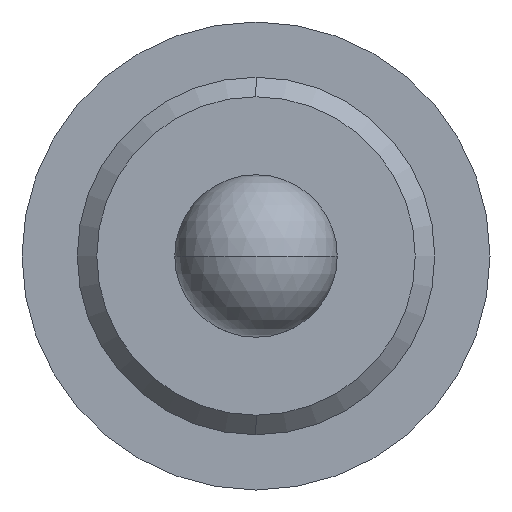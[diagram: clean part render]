
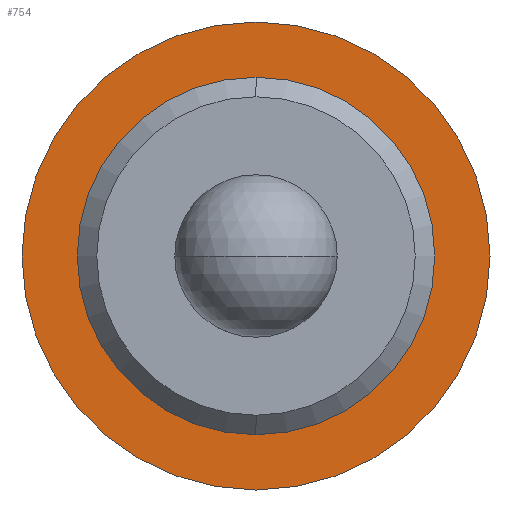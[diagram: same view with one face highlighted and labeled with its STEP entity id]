
A CAD part, left-side view. The second image highlights one B-rep face of the part: STEP entity #754.
In plain terms, the highlighted planar face has unit normal (-1, 0, 0).
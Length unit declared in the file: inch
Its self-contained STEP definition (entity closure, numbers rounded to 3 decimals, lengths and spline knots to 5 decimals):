
#7 = DIRECTION ( 'NONE',  ( -1., 0., 0. ) ) ;
#49 = AXIS2_PLACEMENT_3D ( 'NONE', #385, #318, #199 ) ;
#57 = CARTESIAN_POINT ( 'NONE',  ( 0.143, 0.0275, 0. ) ) ;
#109 = CARTESIAN_POINT ( 'NONE',  ( 0.143, 0., -0.0275 ) ) ;
#111 = PLANE ( 'NONE',  #176 ) ;
#117 = DIRECTION ( 'NONE',  ( 0., 0., -1. ) ) ;
#122 = DIRECTION ( 'NONE',  ( 0., 0., 1. ) ) ;
#143 = VERTEX_POINT ( 'NONE', #109 ) ;
#176 = AXIS2_PLACEMENT_3D ( 'NONE', #57, #473, #117 ) ;
#199 = DIRECTION ( 'NONE',  ( 0., 0., 1. ) ) ;
#235 = ORIENTED_EDGE ( 'NONE', *, *, #337, .T. ) ;
#239 = CARTESIAN_POINT ( 'NONE',  ( 0.143, 0., -0.036 ) ) ;
#250 = EDGE_CURVE ( 'NONE', #260, #776, #711, .T. ) ;
#260 = VERTEX_POINT ( 'NONE', #308 ) ;
#266 = FACE_OUTER_BOUND ( 'NONE', #615, .T. ) ;
#287 = AXIS2_PLACEMENT_3D ( 'NONE', #366, #299, #122 ) ;
#294 = ORIENTED_EDGE ( 'NONE', *, *, #780, .F. ) ;
#299 = DIRECTION ( 'NONE',  ( -1., 0., 0. ) ) ;
#308 = CARTESIAN_POINT ( 'NONE',  ( 0.143, 0., 0.036 ) ) ;
#318 = DIRECTION ( 'NONE',  ( -1., 0., 0. ) ) ;
#337 = EDGE_CURVE ( 'NONE', #776, #260, #660, .T. ) ;
#354 = DIRECTION ( 'NONE',  ( 0., 0., 1. ) ) ;
#366 = CARTESIAN_POINT ( 'NONE',  ( 0.143, 0., 0. ) ) ;
#385 = CARTESIAN_POINT ( 'NONE',  ( 0.143, 0., 0. ) ) ;
#414 = FACE_BOUND ( 'NONE', #480, .T. ) ;
#468 = VERTEX_POINT ( 'NONE', #565 ) ;
#473 = DIRECTION ( 'NONE',  ( 1., 0., 0. ) ) ;
#480 = EDGE_LOOP ( 'NONE', ( #763, #294 ) ) ;
#565 = CARTESIAN_POINT ( 'NONE',  ( 0.143, 0., 0.0275 ) ) ;
#567 = CIRCLE ( 'NONE', #287, 0.0275 ) ;
#615 = EDGE_LOOP ( 'NONE', ( #634, #235 ) ) ;
#634 = ORIENTED_EDGE ( 'NONE', *, *, #250, .T. ) ;
#657 = DIRECTION ( 'NONE',  ( -1., 0., 0. ) ) ;
#660 = CIRCLE ( 'NONE', #49, 0.036 ) ;
#669 = CARTESIAN_POINT ( 'NONE',  ( 0.143, 0., 0. ) ) ;
#690 = AXIS2_PLACEMENT_3D ( 'NONE', #720, #657, #354 ) ;
#711 = CIRCLE ( 'NONE', #756, 0.036 ) ;
#720 = CARTESIAN_POINT ( 'NONE',  ( 0.143, 0., 0. ) ) ;
#731 = CIRCLE ( 'NONE', #690, 0.0275 ) ;
#737 = EDGE_CURVE ( 'NONE', #468, #143, #567, .T. ) ;
#738 = DIRECTION ( 'NONE',  ( 0., 0., 1. ) ) ;
#754 = ADVANCED_FACE ( 'NONE', ( #414, #266 ), #111, .F. ) ;
#756 = AXIS2_PLACEMENT_3D ( 'NONE', #669, #7, #738 ) ;
#763 = ORIENTED_EDGE ( 'NONE', *, *, #737, .F. ) ;
#776 = VERTEX_POINT ( 'NONE', #239 ) ;
#780 = EDGE_CURVE ( 'NONE', #143, #468, #731, .T. ) ;
